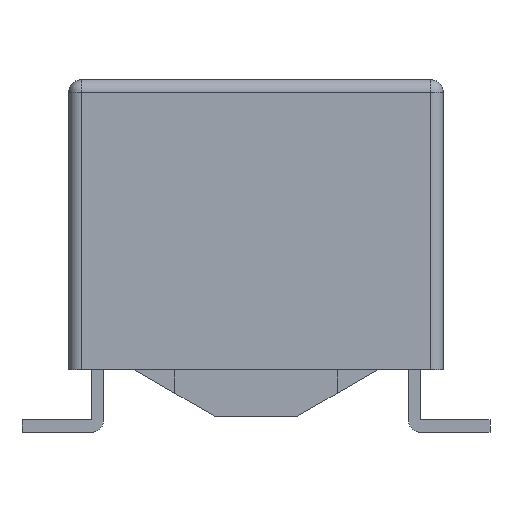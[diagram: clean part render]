
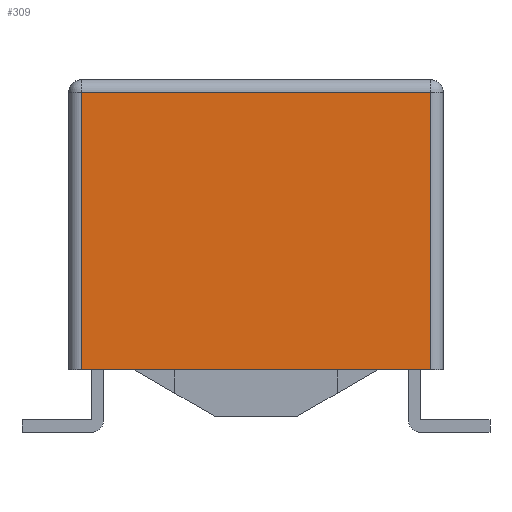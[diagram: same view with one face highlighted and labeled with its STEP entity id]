
A CAD part, left-side view. The second image highlights one B-rep face of the part: STEP entity #309.
In plain terms, the highlighted planar face has unit normal (-1, 0, 0).
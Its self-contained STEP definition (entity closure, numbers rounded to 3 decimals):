
#309=ADVANCED_FACE('',(#13863),#13865,.T.);
#13863=FACE_BOUND('',#13864,.T.);
#13864=EDGE_LOOP('',(#24513,#24514,#24515,#24516));
#13865=PLANE('',#13866);
#13866=AXIS2_PLACEMENT_3D('',#13867,#13868,#13869);
#13867=CARTESIAN_POINT('',(-5.,3.,1.));
#13868=DIRECTION('',(-1.,0.,0.));
#13869=DIRECTION('',(0.,-1.,0.));
#24513=ORIENTED_EDGE('',*,*,#33044,.F.);
#24514=ORIENTED_EDGE('',*,*,#33045,.F.);
#24515=ORIENTED_EDGE('',*,*,#33020,.T.);
#24516=ORIENTED_EDGE('',*,*,#33043,.T.);
#33020=EDGE_CURVE('',#37358,#37356,#37359,.T.);
#33043=EDGE_CURVE('',#37356,#37397,#37399,.T.);
#33044=EDGE_CURVE('',#37400,#37397,#37401,.T.);
#33045=EDGE_CURVE('',#37358,#37400,#37402,.T.);
#37356=VERTEX_POINT('',#44629);
#37358=VERTEX_POINT('',#44634);
#37359=LINE('',#44635,#44636);
#37397=VERTEX_POINT('',#44724);
#37399=LINE('',#44729,#44730);
#37400=VERTEX_POINT('',#44732);
#37401=LINE('',#44733,#44734);
#37402=LINE('',#44736,#44737);
#44629=CARTESIAN_POINT('',(-5.,-2.8,1.));
#44634=CARTESIAN_POINT('',(-5.,2.8,1.));
#44635=CARTESIAN_POINT('',(-5.,2.8,1.));
#44636=VECTOR('',#44637,1.);
#44637=DIRECTION('',(0.,-1.,0.));
#44724=CARTESIAN_POINT('',(-5.,-2.8,5.45));
#44729=CARTESIAN_POINT('',(-5.,-2.8,1.));
#44730=VECTOR('',#44731,1.);
#44731=DIRECTION('',(0.,0.,1.));
#44732=CARTESIAN_POINT('',(-5.,2.8,5.45));
#44733=CARTESIAN_POINT('',(-5.,2.8,5.45));
#44734=VECTOR('',#44735,1.);
#44735=DIRECTION('',(0.,-1.,0.));
#44736=CARTESIAN_POINT('',(-5.,2.8,1.));
#44737=VECTOR('',#44738,1.);
#44738=DIRECTION('',(0.,0.,1.));
